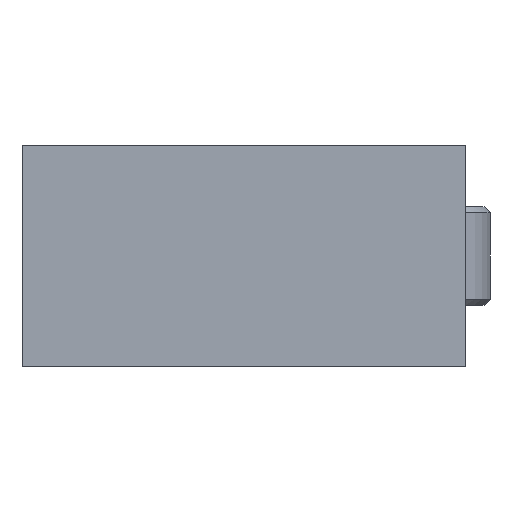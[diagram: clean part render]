
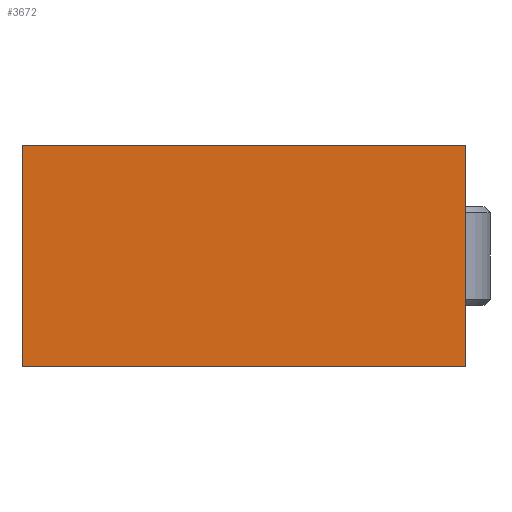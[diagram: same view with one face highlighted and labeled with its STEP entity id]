
A CAD part, left-side view. The second image highlights one B-rep face of the part: STEP entity #3672.
In plain terms, the highlighted planar face has unit normal (-1, 0, 0).
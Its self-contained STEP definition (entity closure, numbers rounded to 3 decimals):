
#83 = EDGE_CURVE ( 'NONE', #3485, #1553, #1949, .T. ) ;
#487 = EDGE_CURVE ( 'NONE', #515, #1584, #3383, .T. ) ;
#515 = VERTEX_POINT ( 'NONE', #3489 ) ;
#580 = ORIENTED_EDGE ( 'NONE', *, *, #607, .F. ) ;
#607 = EDGE_CURVE ( 'NONE', #3485, #515, #3802, .T. ) ;
#1518 = EDGE_CURVE ( 'NONE', #1553, #1584, #2844, .T. ) ;
#1553 = VERTEX_POINT ( 'NONE', #2995 ) ;
#1584 = VERTEX_POINT ( 'NONE', #3148 ) ;
#1949 = LINE ( 'NONE', #1950, #1951 ) ;
#1950 = CARTESIAN_POINT ( 'NONE',  ( 0., 18., 0. ) ) ;
#1951 = VECTOR ( 'NONE', #1952, 1000. ) ;
#1952 = DIRECTION ( 'NONE',  ( 0., 0., -1. ) ) ;
#2844 = LINE ( 'NONE', #2845, #2846 ) ;
#2845 = CARTESIAN_POINT ( 'NONE',  ( 0., -18., -9. ) ) ;
#2846 = VECTOR ( 'NONE', #2847, 1000. ) ;
#2847 = DIRECTION ( 'NONE',  ( 0., -1., 0. ) ) ;
#2995 = CARTESIAN_POINT ( 'NONE',  ( 0., 18., -9. ) ) ;
#3148 = CARTESIAN_POINT ( 'NONE',  ( 0., -18., -9. ) ) ;
#3383 = LINE ( 'NONE', #3384, #3385 ) ;
#3384 = CARTESIAN_POINT ( 'NONE',  ( 0., -18., 0. ) ) ;
#3385 = VECTOR ( 'NONE', #3386, 1000. ) ;
#3386 = DIRECTION ( 'NONE',  ( 0., 0., -1. ) ) ;
#3485 = VERTEX_POINT ( 'NONE', #4162 ) ;
#3489 = CARTESIAN_POINT ( 'NONE',  ( 0., -18., 9. ) ) ;
#3672 = ADVANCED_FACE ( 'NONE', ( #4255 ), #4256, .T. ) ;
#3802 = LINE ( 'NONE', #3803, #3804 ) ;
#3803 = CARTESIAN_POINT ( 'NONE',  ( 0., 1.714, 9. ) ) ;
#3804 = VECTOR ( 'NONE', #3805, 1000. ) ;
#3805 = DIRECTION ( 'NONE',  ( 0., -1., 0. ) ) ;
#3983 = EDGE_LOOP ( 'NONE', ( #4436, #4753, #580, #5460 ) ) ;
#4162 = CARTESIAN_POINT ( 'NONE',  ( 0., 18., 9. ) ) ;
#4255 = FACE_OUTER_BOUND ( 'NONE', #3983, .T. ) ;
#4256 = PLANE ( 'NONE',  #4257 ) ;
#4257 = AXIS2_PLACEMENT_3D ( 'NONE', #4258, #4259, #4260 ) ;
#4258 = CARTESIAN_POINT ( 'NONE',  ( 0., -18., 0. ) ) ;
#4259 = DIRECTION ( 'NONE',  ( -1., 0., 0. ) ) ;
#4260 = DIRECTION ( 'NONE',  ( 0., -1., 0. ) ) ;
#4436 = ORIENTED_EDGE ( 'NONE', *, *, #1518, .T. ) ;
#4753 = ORIENTED_EDGE ( 'NONE', *, *, #487, .F. ) ;
#5460 = ORIENTED_EDGE ( 'NONE', *, *, #83, .T. ) ;
